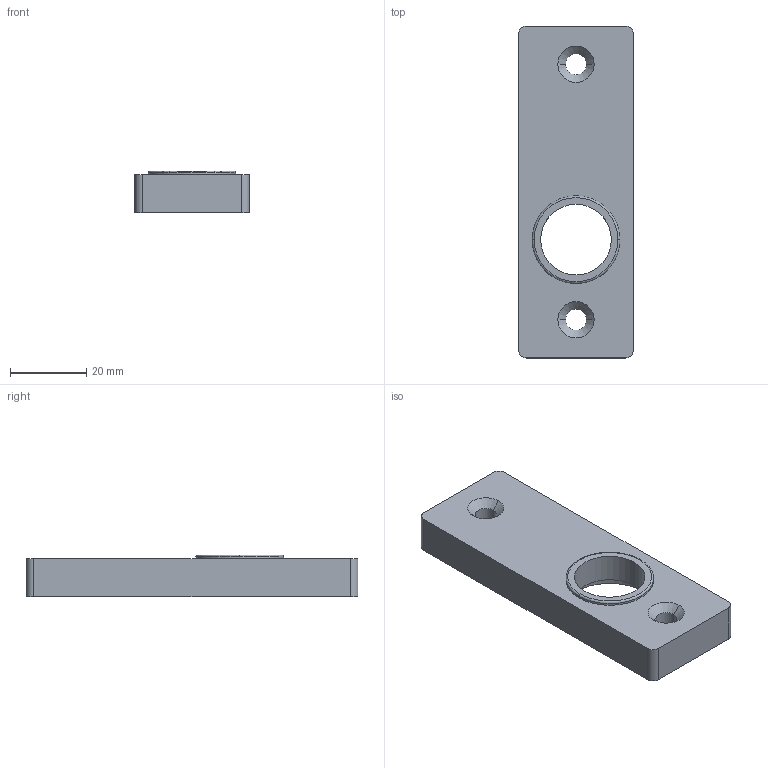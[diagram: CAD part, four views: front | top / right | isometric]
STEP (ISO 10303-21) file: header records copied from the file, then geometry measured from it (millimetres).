
FILE_DESCRIPTION (( 'STEP AP203' ), '1' );
FILE_NAME ('15859.step', '2020-10-07T07:46:24', ( '' ), ( '' ), 'SwSTEP 2.0', 'SolidWorks 2018', '' );
FILE_SCHEMA (( 'CONFIG_CONTROL_DESIGN' ));
Length unit declared in the file: millimetre
Products named in the file (5): AMF Schliessblech Konfig Teil1; AMF Schliessblech Konfig Teil2; 15859; AMF Schliessblech Konfig Teil1_15859 Teil1; AMF Schliessblech Konfig Teil2_15552 Teil2
Assembly tree (2 placements, depth 2):
  AMF Schliessblech Konfig Teil1
  AMF Schliessblech Konfig Teil2
  15859
    AMF Schliessblech Konfig Teil1_15859 Teil1
    AMF Schliessblech Konfig Teil2_15552 Teil2
Bounding box: 30 x 87 x 11 mm (x, y, z)
Volume: 21897 mm3; surface area: 9021.2 mm2
Topology: 2 solids, 2 shells, 218 faces, 573 edges, 380 vertices
Faces by surface type: plane 104, bspline 90, cylinder 18, cone 4, torus 2
Entity records: 11754 total; most frequent: CARTESIAN_POINT 6475, ORIENTED_EDGE 1146, DIRECTION 705, EDGE_CURVE 573, VERTEX_POINT 380, VECTOR 349, LINE 349, EDGE_LOOP 247
